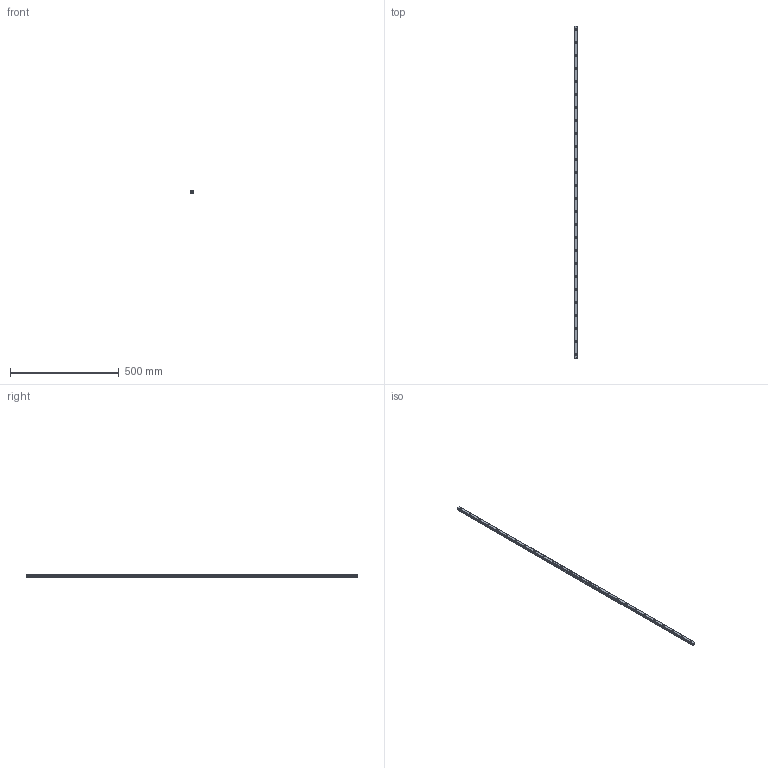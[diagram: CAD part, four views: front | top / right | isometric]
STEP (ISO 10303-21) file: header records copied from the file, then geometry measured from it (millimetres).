
FILE_DESCRIPTION(('STEP AP214'),'1');
FILE_NAME('cctmp_5CB1AC35-1B73-4B8C-A652-BEBB6421DCCB_2021_02_02_12_25_59_0390..stp','2021-02-02T11:25:59',('HIWIN GmbH'),('CADClick - www.CADClick.com'),'Spatial InterOp 3D',' ','unknown authorization');
FILE_SCHEMA(('AUTOMOTIVE_DESIGN'));
Length unit declared in the file: millimetre
Products named in the file (1): EGR15U1530C_FILE
Bounding box: 15 x 1530 x 12.5 mm (x, y, z)
Volume: 243569.5 mm3; surface area: 93463.4 mm2
Topology: 1 solids, 1 shells, 363 faces, 915 edges, 610 vertices
Faces by surface type: plane 189, cylinder 174
Entity records: 14029 total; most frequent: DIRECTION 2095, CARTESIAN_POINT 1889, ORIENTED_EDGE 1830, EDGE_CURVE 915, AXIS2_PLACEMENT_3D 816, VERTEX_POINT 610, LINE 463, VECTOR 463
